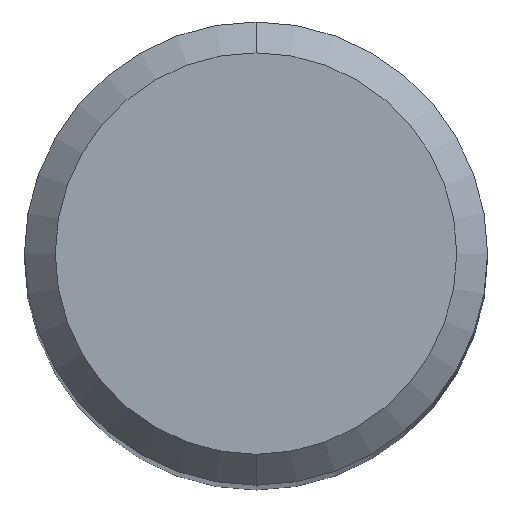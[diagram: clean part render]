
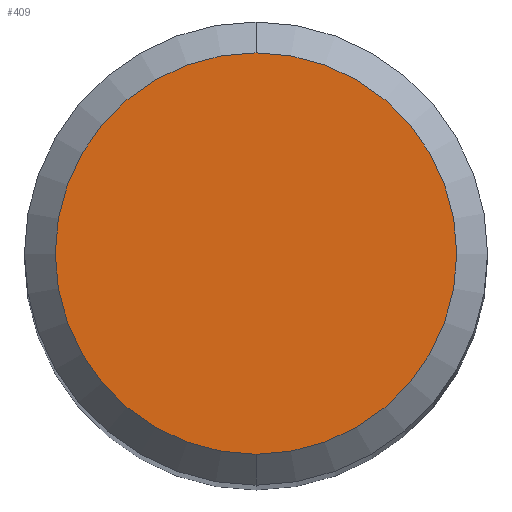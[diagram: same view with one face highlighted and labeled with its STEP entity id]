
A CAD part, top view. The second image highlights one B-rep face of the part: STEP entity #409.
In plain terms, the highlighted planar face has unit normal (0, 0, 1).
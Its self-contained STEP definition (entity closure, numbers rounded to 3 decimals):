
#193=VERTEX_POINT('',#502);
#259=EDGE_CURVE('',#389,#193,#577,.T.);
#389=VERTEX_POINT('',#716);
#397=EDGE_CURVE('',#193,#389,#725,.T.);
#409=ADVANCED_FACE('',(#738),#739,.T.);
#502=CARTESIAN_POINT('',(0.0,2.6,0.0));
#577=CIRCLE('',#1039,2.6);
#716=CARTESIAN_POINT('',(0.,-2.6,0.0));
#725=CIRCLE('',#1296,2.6);
#738=FACE_OUTER_BOUND('',#1321,.T.);
#739=PLANE('',#1322);
#1039=AXIS2_PLACEMENT_3D('',#1552,#1553,#1554);
#1296=AXIS2_PLACEMENT_3D('',#1708,#1709,#1710);
#1321=EDGE_LOOP('',(#1721,#1722));
#1322=AXIS2_PLACEMENT_3D('',#1723,#1724,#1725);
#1552=CARTESIAN_POINT('',(0.0,0.0,0.0));
#1553=DIRECTION('',(0.0,0.0,-1.0));
#1554=DIRECTION('',(0.0,1.0,0.0));
#1708=CARTESIAN_POINT('',(0.0,0.0,0.0));
#1709=DIRECTION('',(0.0,0.0,-1.0));
#1710=DIRECTION('',(0.0,1.0,0.0));
#1721=ORIENTED_EDGE('',*,*,#397,.F.);
#1722=ORIENTED_EDGE('',*,*,#259,.F.);
#1723=CARTESIAN_POINT('',(0.0,1.3,0.0));
#1724=DIRECTION('',(-0.0,0.0,1.0));
#1725=DIRECTION('',(0.0,-1.0,0.0));
